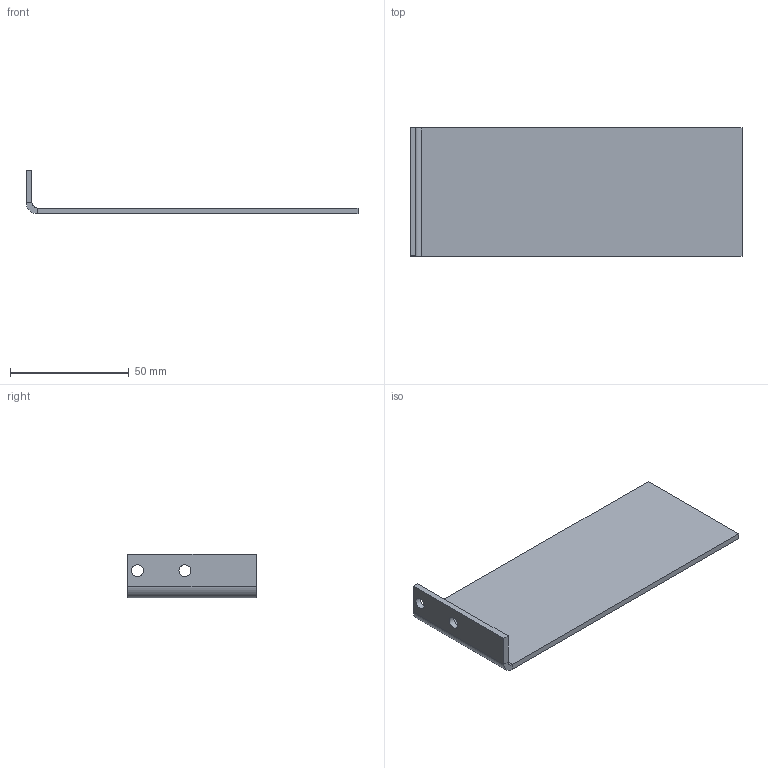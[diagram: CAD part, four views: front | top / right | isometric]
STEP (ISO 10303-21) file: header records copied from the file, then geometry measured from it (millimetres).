
FILE_DESCRIPTION(/* description */ (''),/* implementation_level */ '2;1');
FILE_NAME(/* name */ 'External21 v6.step',/* time_stamp */ '2024-05-28T16:32:15+02:00',/* author */ (''),/* organization */ (''),/* preprocessor_version */ 'ST-DEVELOPER v20',/* originating_system */ 'Autodesk Translation Framework v13.14.0.145',/* authorisation */ '');
FILE_SCHEMA (('AUTOMOTIVE_DESIGN { 1 0 10303 214 3 1 1 }'));
Length unit declared in the file: millimetre
Products named in the file (1): External21
Bounding box: 140 x 54 x 18.5 mm (x, y, z)
Volume: 20744.5 mm3; surface area: 17716.1 mm2
Topology: 1 solids, 1 shells, 16 faces, 34 edges, 20 vertices
Faces by surface type: plane 12, cylinder 4
Full cylindrical faces by diameter (mm): 5 x2
Entity records: 463 total; most frequent: DIRECTION 76, CARTESIAN_POINT 71, ORIENTED_EDGE 68, EDGE_CURVE 34, LINE 26, VECTOR 26, AXIS2_PLACEMENT_3D 25, EDGE_LOOP 20
